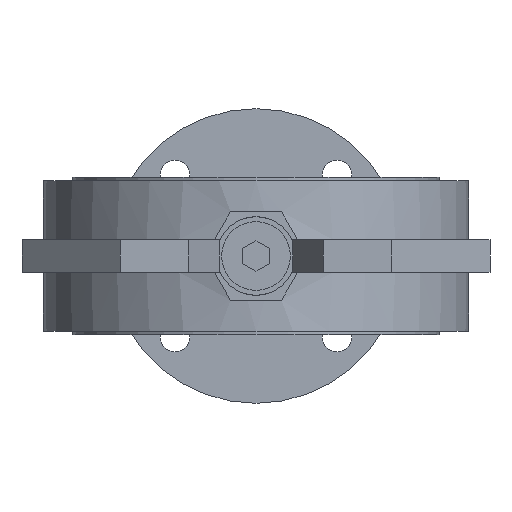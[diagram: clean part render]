
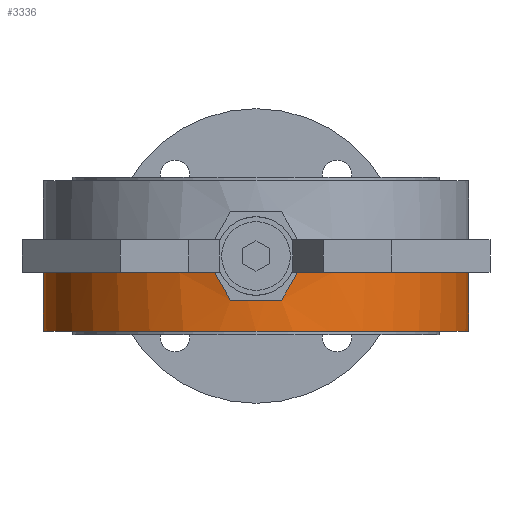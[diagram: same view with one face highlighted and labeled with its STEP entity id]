
A CAD part, front view. The second image highlights one B-rep face of the part: STEP entity #3336.
In plain terms, the highlighted cylindrical face has radius 65 mm (diameter 130 mm), a partial arc.
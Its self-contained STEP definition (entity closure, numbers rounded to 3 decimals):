
#3 = DIRECTION ( 'NONE',  ( 0., 0., 1. ) ) ;
#572 = CARTESIAN_POINT ( 'NONE',  ( -12.702, -63.747, -5. ) ) ;
#653 = CARTESIAN_POINT ( 'NONE',  ( -11.076, -64.071, -7.815 ) ) ;
#667 = ORIENTED_EDGE ( 'NONE', *, *, #24620, .T. ) ;
#904 = LINE ( 'NONE', #22930, #3948 ) ;
#1518 = CARTESIAN_POINT ( 'NONE',  ( 9.44, -64.332, -10.65 ) ) ;
#2390 = EDGE_CURVE ( 'NONE', #11211, #19807, #11074, .T. ) ;
#2988 = DIRECTION ( 'NONE',  ( 0., 0., 1. ) ) ;
#3009 = ORIENTED_EDGE ( 'NONE', *, *, #7213, .F. ) ;
#3197 = VERTEX_POINT ( 'NONE', #17332 ) ;
#3336 = ADVANCED_FACE ( 'NONE', ( #23318 ), #17638, .T. ) ;
#3353 = CIRCLE ( 'NONE', #14028, 65. ) ;
#3948 = VECTOR ( 'NONE', #3, 1000. ) ;
#4041 = DIRECTION ( 'NONE',  ( 0., 0., -1. ) ) ;
#4553 = DIRECTION ( 'NONE',  ( 1., 0., 0. ) ) ;
#5197 = VERTEX_POINT ( 'NONE', #20305 ) ;
#5318 = AXIS2_PLACEMENT_3D ( 'NONE', #23085, #4041, #11612 ) ;
#5806 = ORIENTED_EDGE ( 'NONE', *, *, #21718, .F. ) ;
#6766 = EDGE_LOOP ( 'NONE', ( #5806, #667, #8043, #3009, #17504, #17826, #20723, #11179 ) ) ;
#7213 = EDGE_CURVE ( 'NONE', #3197, #19807, #23105, .T. ) ;
#7363 = EDGE_CURVE ( 'NONE', #21713, #24068, #20966, .T. ) ;
#7408 = DIRECTION ( 'NONE',  ( 0., 0., 1. ) ) ;
#8043 = ORIENTED_EDGE ( 'NONE', *, *, #2390, .T. ) ;
#8098 =( BOUNDED_CURVE ( )  B_SPLINE_CURVE ( 3, ( #16804, #15125, #1518, #11305 ),
 .UNSPECIFIED., .F., .T. ) 
 B_SPLINE_CURVE_WITH_KNOTS ( ( 4, 4 ),
 ( 1.374, 1.451 ),
 .UNSPECIFIED. ) 
 CURVE ( )  GEOMETRIC_REPRESENTATION_ITEM ( )  RATIONAL_B_SPLINE_CURVE ( ( 1., 1., 1., 1. ) ) 
 REPRESENTATION_ITEM ( '' )  );
#8415 = AXIS2_PLACEMENT_3D ( 'NONE', #24222, #2988, #14712 ) ;
#9168 = CARTESIAN_POINT ( 'NONE',  ( 65., 0., 115.101 ) ) ;
#9450 = EDGE_CURVE ( 'NONE', #3197, #21713, #8098, .T. ) ;
#10725 = VERTEX_POINT ( 'NONE', #15867 ) ;
#11074 = LINE ( 'NONE', #9168, #23947 ) ;
#11179 = ORIENTED_EDGE ( 'NONE', *, *, #18847, .F. ) ;
#11211 = VERTEX_POINT ( 'NONE', #24201 ) ;
#11305 = CARTESIAN_POINT ( 'NONE',  ( 7.794, -64.531, -13.5 ) ) ;
#11612 = DIRECTION ( 'NONE',  ( 1., 0., 0. ) ) ;
#12213 = CARTESIAN_POINT ( 'NONE',  ( -9.44, -64.332, -10.65 ) ) ;
#12446 = CIRCLE ( 'NONE', #13006, 65. ) ;
#12786 = DIRECTION ( 'NONE',  ( 0., 0., 1. ) ) ;
#13006 = AXIS2_PLACEMENT_3D ( 'NONE', #16006, #14008, #4553 ) ;
#14008 = DIRECTION ( 'NONE',  ( 0., 0., 1. ) ) ;
#14028 = AXIS2_PLACEMENT_3D ( 'NONE', #21281, #23402, #17659 ) ;
#14152 = CARTESIAN_POINT ( 'NONE',  ( 65., 0., -5. ) ) ;
#14250 = CARTESIAN_POINT ( 'NONE',  ( -7.794, -64.531, -13.5 ) ) ;
#14712 = DIRECTION ( 'NONE',  ( 1., 0., 0. ) ) ;
#14786 = CARTESIAN_POINT ( 'NONE',  ( -7.794, -64.531, -13.5 ) ) ;
#15125 = CARTESIAN_POINT ( 'NONE',  ( 11.076, -64.071, -7.815 ) ) ;
#15867 = CARTESIAN_POINT ( 'NONE',  ( -65., 0., -23. ) ) ;
#16006 = CARTESIAN_POINT ( 'NONE',  ( 0., 0., -23. ) ) ;
#16804 = CARTESIAN_POINT ( 'NONE',  ( 12.702, -63.747, -5. ) ) ;
#17332 = CARTESIAN_POINT ( 'NONE',  ( 12.702, -63.747, -5. ) ) ;
#17504 = ORIENTED_EDGE ( 'NONE', *, *, #9450, .T. ) ;
#17638 = CYLINDRICAL_SURFACE ( 'NONE', #8415, 65. ) ;
#17659 = DIRECTION ( 'NONE',  ( 1., 0., 0. ) ) ;
#17826 = ORIENTED_EDGE ( 'NONE', *, *, #7363, .T. ) ;
#18523 = EDGE_CURVE ( 'NONE', #24068, #22474, #22941, .T. ) ;
#18847 = EDGE_CURVE ( 'NONE', #5197, #22474, #3353, .T. ) ;
#19807 = VERTEX_POINT ( 'NONE', #14152 ) ;
#20305 = CARTESIAN_POINT ( 'NONE',  ( -65., 0., -5. ) ) ;
#20723 = ORIENTED_EDGE ( 'NONE', *, *, #18523, .T. ) ;
#20725 = DIRECTION ( 'NONE',  ( 1., 0., 0. ) ) ;
#20966 = CIRCLE ( 'NONE', #5318, 65. ) ;
#21281 = CARTESIAN_POINT ( 'NONE',  ( 0., 0., -5. ) ) ;
#21444 = AXIS2_PLACEMENT_3D ( 'NONE', #24768, #7408, #20725 ) ;
#21713 = VERTEX_POINT ( 'NONE', #23172 ) ;
#21718 = EDGE_CURVE ( 'NONE', #10725, #5197, #904, .T. ) ;
#22474 = VERTEX_POINT ( 'NONE', #23207 ) ;
#22930 = CARTESIAN_POINT ( 'NONE',  ( -65., 0., 115.101 ) ) ;
#22941 =( BOUNDED_CURVE ( )  B_SPLINE_CURVE ( 3, ( #14250, #12213, #653, #572 ),
 .UNSPECIFIED., .F., .T. ) 
 B_SPLINE_CURVE_WITH_KNOTS ( ( 4, 4 ),
 ( 4.833, 4.909 ),
 .UNSPECIFIED. ) 
 CURVE ( )  GEOMETRIC_REPRESENTATION_ITEM ( )  RATIONAL_B_SPLINE_CURVE ( ( 1., 1., 1., 1. ) ) 
 REPRESENTATION_ITEM ( '' )  );
#23085 = CARTESIAN_POINT ( 'NONE',  ( 0., 0., -13.5 ) ) ;
#23105 = CIRCLE ( 'NONE', #21444, 65. ) ;
#23172 = CARTESIAN_POINT ( 'NONE',  ( 7.794, -64.531, -13.5 ) ) ;
#23207 = CARTESIAN_POINT ( 'NONE',  ( -12.702, -63.747, -5. ) ) ;
#23318 = FACE_OUTER_BOUND ( 'NONE', #6766, .T. ) ;
#23402 = DIRECTION ( 'NONE',  ( 0., 0., 1. ) ) ;
#23947 = VECTOR ( 'NONE', #12786, 1000. ) ;
#24068 = VERTEX_POINT ( 'NONE', #14786 ) ;
#24201 = CARTESIAN_POINT ( 'NONE',  ( 65., 0., -23. ) ) ;
#24222 = CARTESIAN_POINT ( 'NONE',  ( 0., 0., 115.101 ) ) ;
#24620 = EDGE_CURVE ( 'NONE', #10725, #11211, #12446, .T. ) ;
#24768 = CARTESIAN_POINT ( 'NONE',  ( 0., 0., -5. ) ) ;
